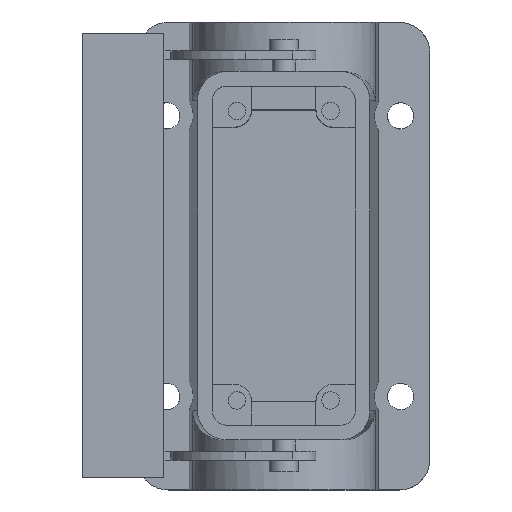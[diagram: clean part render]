
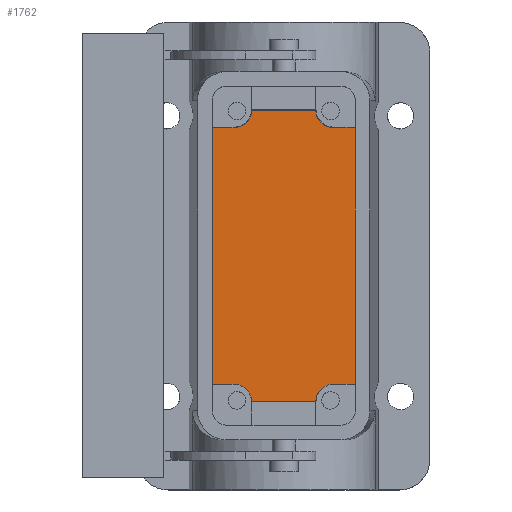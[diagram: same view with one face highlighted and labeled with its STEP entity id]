
A CAD part, top view. The second image highlights one B-rep face of the part: STEP entity #1762.
In plain terms, the highlighted planar face has unit normal (0, 0, 1).
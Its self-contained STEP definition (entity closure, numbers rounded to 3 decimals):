
#366=AXIS2_PLACEMENT_3D('Circle Axis2P3D',#364,#365,$) ;
#418=AXIS2_PLACEMENT_3D('Circle Axis2P3D',#416,#417,$) ;
#1692=AXIS2_PLACEMENT_3D('Plane Axis2P3D',#1689,#1690,#1691) ;
#1710=AXIS2_PLACEMENT_3D('Circle Axis2P3D',#1708,#1709,$) ;
#1724=AXIS2_PLACEMENT_3D('Circle Axis2P3D',#1722,#1723,$) ;
#361=CARTESIAN_POINT('Vertex',(26.,62.,4.5)) ;
#364=CARTESIAN_POINT('Axis2P3D Location',(26.,65.,4.5)) ;
#368=CARTESIAN_POINT('Vertex',(29.,65.,4.5)) ;
#392=CARTESIAN_POINT('Line Origine',(34.5,65.,4.5)) ;
#396=CARTESIAN_POINT('Vertex',(40.,65.,4.5)) ;
#416=CARTESIAN_POINT('Axis2P3D Location',(43.,65.,4.5)) ;
#420=CARTESIAN_POINT('Vertex',(43.,62.,4.5)) ;
#1674=CARTESIAN_POINT('Vertex',(22.25,62.,4.5)) ;
#1677=CARTESIAN_POINT('Line Origine',(24.125,62.,4.5)) ;
#1689=CARTESIAN_POINT('Axis2P3D Location',(34.5,40.,4.5)) ;
#1694=CARTESIAN_POINT('Line Origine',(22.25,40.,4.5)) ;
#1698=CARTESIAN_POINT('Vertex',(22.25,18.,4.5)) ;
#1701=CARTESIAN_POINT('Line Origine',(24.125,18.,4.5)) ;
#1705=CARTESIAN_POINT('Vertex',(26.,18.,4.5)) ;
#1708=CARTESIAN_POINT('Axis2P3D Location',(26.,15.,4.5)) ;
#1712=CARTESIAN_POINT('Vertex',(29.,15.,4.5)) ;
#1715=CARTESIAN_POINT('Line Origine',(34.5,15.,4.5)) ;
#1719=CARTESIAN_POINT('Vertex',(40.,15.,4.5)) ;
#1722=CARTESIAN_POINT('Axis2P3D Location',(43.,15.,4.5)) ;
#1726=CARTESIAN_POINT('Vertex',(43.,18.,4.5)) ;
#1729=CARTESIAN_POINT('Line Origine',(44.875,18.,4.5)) ;
#1733=CARTESIAN_POINT('Vertex',(46.75,18.,4.5)) ;
#1736=CARTESIAN_POINT('Line Origine',(46.75,40.,4.5)) ;
#1740=CARTESIAN_POINT('Vertex',(46.75,62.,4.5)) ;
#1743=CARTESIAN_POINT('Line Origine',(44.875,62.,4.5)) ;
#365=DIRECTION('Axis2P3D Direction',(0.,0.,-1.)) ;
#393=DIRECTION('Vector Direction',(-1.,0.,0.)) ;
#417=DIRECTION('Axis2P3D Direction',(0.,-0.,-1.)) ;
#1678=DIRECTION('Vector Direction',(-1.,0.,0.)) ;
#1690=DIRECTION('Axis2P3D Direction',(-0.,0.,1.)) ;
#1691=DIRECTION('Axis2P3D XDirection',(0.,-1.,0.)) ;
#1695=DIRECTION('Vector Direction',(0.,1.,0.)) ;
#1702=DIRECTION('Vector Direction',(-1.,0.,0.)) ;
#1709=DIRECTION('Axis2P3D Direction',(-0.,0.,1.)) ;
#1716=DIRECTION('Vector Direction',(-1.,0.,0.)) ;
#1723=DIRECTION('Axis2P3D Direction',(-0.,0.,1.)) ;
#1730=DIRECTION('Vector Direction',(1.,0.,0.)) ;
#1737=DIRECTION('Vector Direction',(0.,-1.,0.)) ;
#1744=DIRECTION('Vector Direction',(1.,0.,0.)) ;
#394=VECTOR('Line Direction',#393,1.) ;
#1679=VECTOR('Line Direction',#1678,1.) ;
#1696=VECTOR('Line Direction',#1695,1.) ;
#1703=VECTOR('Line Direction',#1702,1.) ;
#1717=VECTOR('Line Direction',#1716,1.) ;
#1731=VECTOR('Line Direction',#1730,1.) ;
#1738=VECTOR('Line Direction',#1737,1.) ;
#1745=VECTOR('Line Direction',#1744,1.) ;
#1749=ORIENTED_EDGE('',*,*,#370,.F.) ;
#1750=ORIENTED_EDGE('',*,*,#1681,.T.) ;
#1751=ORIENTED_EDGE('',*,*,#1700,.T.) ;
#1752=ORIENTED_EDGE('',*,*,#1707,.F.) ;
#1753=ORIENTED_EDGE('',*,*,#1714,.F.) ;
#1754=ORIENTED_EDGE('',*,*,#1721,.F.) ;
#1755=ORIENTED_EDGE('',*,*,#1728,.F.) ;
#1756=ORIENTED_EDGE('',*,*,#1735,.T.) ;
#1757=ORIENTED_EDGE('',*,*,#1742,.T.) ;
#1758=ORIENTED_EDGE('',*,*,#1747,.F.) ;
#1759=ORIENTED_EDGE('',*,*,#422,.F.) ;
#1760=ORIENTED_EDGE('',*,*,#398,.T.) ;
#1762=ADVANCED_FACE('Housing',(#1761),#1693,.T.) ;
#367=CIRCLE('generated circle',#366,3.) ;
#419=CIRCLE('generated circle',#418,3.) ;
#1711=CIRCLE('generated circle',#1710,3.) ;
#1725=CIRCLE('generated circle',#1724,3.) ;
#370=EDGE_CURVE('',#362,#369,#367,.F.) ;
#398=EDGE_CURVE('',#397,#369,#395,.T.) ;
#422=EDGE_CURVE('',#397,#421,#419,.F.) ;
#1681=EDGE_CURVE('',#362,#1675,#1680,.T.) ;
#1700=EDGE_CURVE('',#1675,#1699,#1697,.F.) ;
#1707=EDGE_CURVE('',#1706,#1699,#1704,.T.) ;
#1714=EDGE_CURVE('',#1713,#1706,#1711,.T.) ;
#1721=EDGE_CURVE('',#1720,#1713,#1718,.T.) ;
#1728=EDGE_CURVE('',#1727,#1720,#1725,.T.) ;
#1735=EDGE_CURVE('',#1727,#1734,#1732,.T.) ;
#1742=EDGE_CURVE('',#1734,#1741,#1739,.F.) ;
#1747=EDGE_CURVE('',#421,#1741,#1746,.T.) ;
#1748=EDGE_LOOP('',(#1749,#1750,#1751,#1752,#1753,#1754,#1755,#1756,#1757,#1758,#1759,#1760)) ;
#1761=FACE_OUTER_BOUND('',#1748,.T.) ;
#395=LINE('Line',#392,#394) ;
#1680=LINE('Line',#1677,#1679) ;
#1697=LINE('Line',#1694,#1696) ;
#1704=LINE('Line',#1701,#1703) ;
#1718=LINE('Line',#1715,#1717) ;
#1732=LINE('Line',#1729,#1731) ;
#1739=LINE('Line',#1736,#1738) ;
#1746=LINE('Line',#1743,#1745) ;
#1693=PLANE('',#1692) ;
#362=VERTEX_POINT('',#361) ;
#369=VERTEX_POINT('',#368) ;
#397=VERTEX_POINT('',#396) ;
#421=VERTEX_POINT('',#420) ;
#1675=VERTEX_POINT('',#1674) ;
#1699=VERTEX_POINT('',#1698) ;
#1706=VERTEX_POINT('',#1705) ;
#1713=VERTEX_POINT('',#1712) ;
#1720=VERTEX_POINT('',#1719) ;
#1727=VERTEX_POINT('',#1726) ;
#1734=VERTEX_POINT('',#1733) ;
#1741=VERTEX_POINT('',#1740) ;
